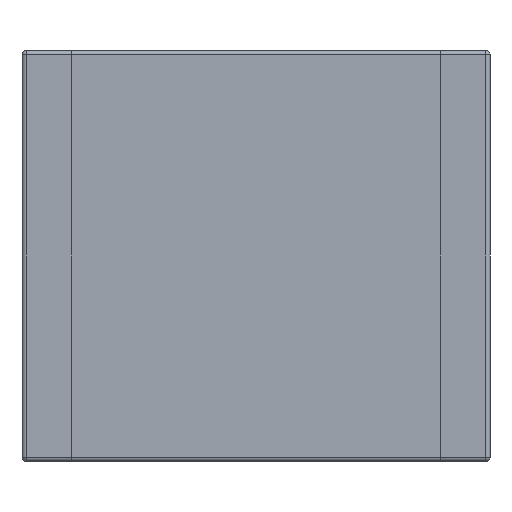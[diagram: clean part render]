
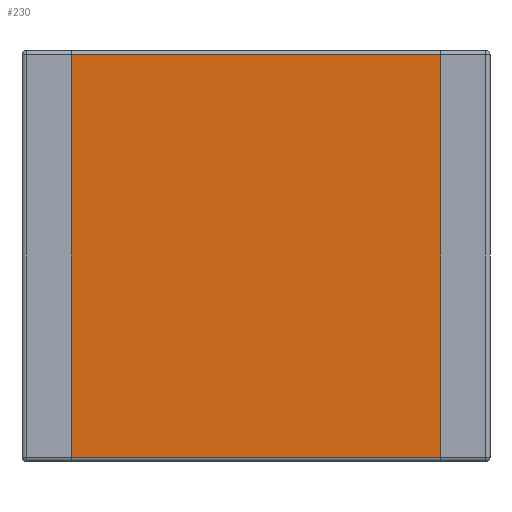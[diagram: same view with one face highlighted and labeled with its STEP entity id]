
A CAD part, front view. The second image highlights one B-rep face of the part: STEP entity #230.
In plain terms, the highlighted planar face has unit normal (0, -1, 0).
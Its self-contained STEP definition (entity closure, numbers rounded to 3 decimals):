
#37 = VERTEX_POINT ( 'NONE', #449 ) ;
#102 = VERTEX_POINT ( 'NONE', #649 ) ;
#158 = ORIENTED_EDGE ( 'NONE', *, *, #159, .T. ) ;
#159 = EDGE_CURVE ( 'NONE', #37, #102, #873, .T. ) ;
#230 = ADVANCED_FACE ( 'NONE', ( #1082 ), #1124, .T. ) ;
#231 = EDGE_LOOP ( 'NONE', ( #232, #233, #235, #158 ) ) ;
#232 = ORIENTED_EDGE ( 'NONE', *, *, #283, .F. ) ;
#233 = ORIENTED_EDGE ( 'NONE', *, *, #234, .T. ) ;
#234 = EDGE_CURVE ( 'NONE', #281, #340, #1118, .T. ) ;
#235 = ORIENTED_EDGE ( 'NONE', *, *, #342, .F. ) ;
#281 = VERTEX_POINT ( 'NONE', #1347 ) ;
#283 = EDGE_CURVE ( 'NONE', #281, #102, #1345, .T. ) ;
#340 = VERTEX_POINT ( 'NONE', #1450 ) ;
#342 = EDGE_CURVE ( 'NONE', #37, #340, #1493, .T. ) ;
#449 = CARTESIAN_POINT ( 'NONE',  ( 2.25, 0., 2.45 ) ) ;
#649 = CARTESIAN_POINT ( 'NONE',  ( -2.25, 0., 2.45 ) ) ;
#870 = DIRECTION ( 'NONE',  ( -1., 0., 0. ) ) ;
#871 = VECTOR ( 'NONE', #870, 1000. ) ;
#872 = CARTESIAN_POINT ( 'NONE',  ( -2.85, 0., 2.45 ) ) ;
#873 = LINE ( 'NONE', #872, #871 ) ;
#1082 = FACE_OUTER_BOUND ( 'NONE', #231, .T. ) ;
#1115 = DIRECTION ( 'NONE',  ( 1., 0., 0. ) ) ;
#1116 = VECTOR ( 'NONE', #1115, 1000. ) ;
#1117 = CARTESIAN_POINT ( 'NONE',  ( 2.85, 0., -2.45 ) ) ;
#1118 = LINE ( 'NONE', #1117, #1116 ) ;
#1120 = DIRECTION ( 'NONE',  ( 0., 0., -1. ) ) ;
#1121 = DIRECTION ( 'NONE',  ( 0., -1., 0. ) ) ;
#1122 = CARTESIAN_POINT ( 'NONE',  ( 2.85, 0., -2.5 ) ) ;
#1123 = AXIS2_PLACEMENT_3D ( 'NONE', #1122, #1121, #1120 ) ;
#1124 = PLANE ( 'NONE',  #1123 ) ;
#1342 = DIRECTION ( 'NONE',  ( 0., 0., 1. ) ) ;
#1343 = VECTOR ( 'NONE', #1342, 1000. ) ;
#1344 = CARTESIAN_POINT ( 'NONE',  ( -2.25, 0., -2.5 ) ) ;
#1345 = LINE ( 'NONE', #1344, #1343 ) ;
#1347 = CARTESIAN_POINT ( 'NONE',  ( -2.25, 0., -2.45 ) ) ;
#1450 = CARTESIAN_POINT ( 'NONE',  ( 2.25, 0., -2.45 ) ) ;
#1490 = DIRECTION ( 'NONE',  ( 0., 0., -1. ) ) ;
#1491 = VECTOR ( 'NONE', #1490, 1000. ) ;
#1492 = CARTESIAN_POINT ( 'NONE',  ( 2.25, 0., -2.5 ) ) ;
#1493 = LINE ( 'NONE', #1492, #1491 ) ;
